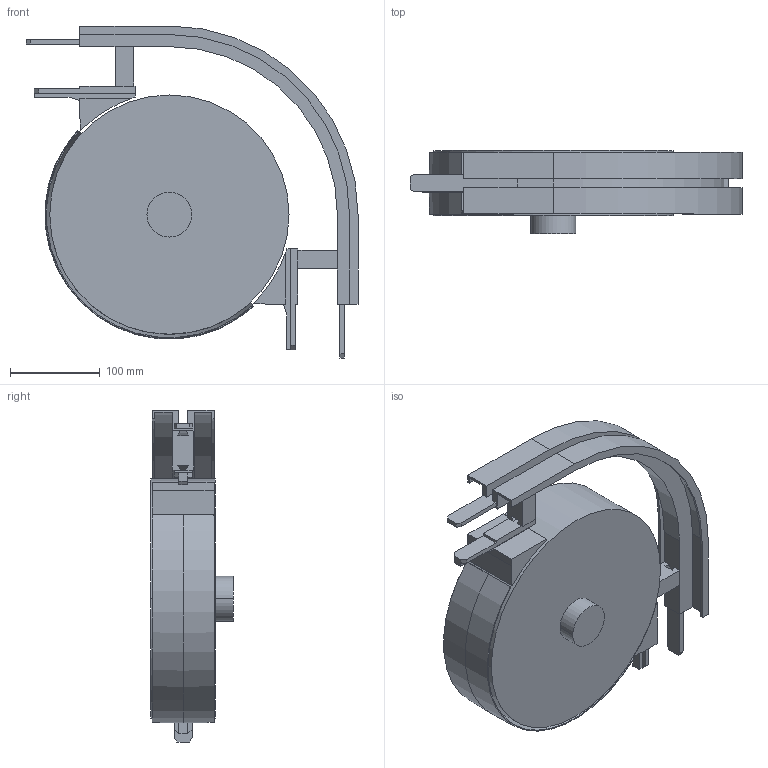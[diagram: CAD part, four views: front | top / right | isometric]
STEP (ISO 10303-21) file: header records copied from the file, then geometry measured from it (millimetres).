
FILE_DESCRIPTION(('STEP AP214'),'1');
FILE_NAME('cctmp_8F691C28-4ABA-4D32-B6BC-D2C05AB6CE77_2023_09_28_11_46_52_0854_12992..stp','2023-09-28T09:46:53',('Bosch Rexroth AG'),('CADClick - www.CADClick.com'),'Spatial InterOp 3D',' ','unknown authorization - (Healing Option Enabled)');
FILE_SCHEMA(('AUTOMOTIVE_DESIGN'));
Length unit declared in the file: millimetre
Products named in the file (2): 1; 2
Bounding box: 370.5 x 92.6 x 370.5 mm (x, y, z)
Volume: 4676625.1 mm3; surface area: 418292.4 mm2
Topology: 2 solids, 2 shells, 149 faces, 432 edges, 284 vertices
Faces by surface type: plane 129, cylinder 16, cone 4
Entity records: 6086 total; most frequent: CARTESIAN_POINT 867, ORIENTED_EDGE 864, DIRECTION 775, EDGE_CURVE 432, LINE 391, VECTOR 391, VERTEX_POINT 284, AXIS2_PLACEMENT_3D 192
